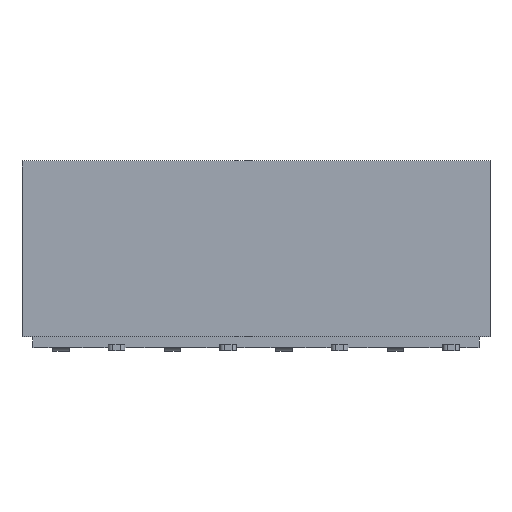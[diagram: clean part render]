
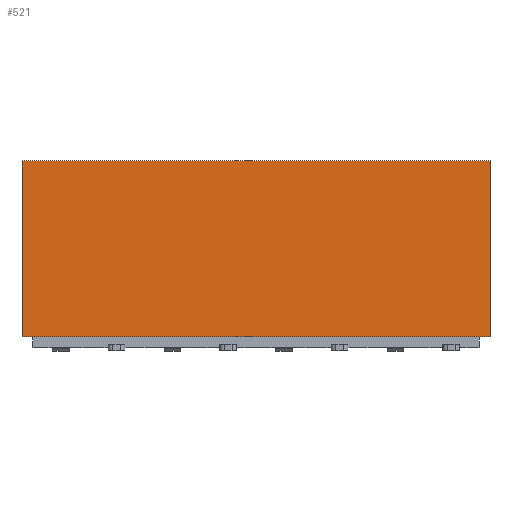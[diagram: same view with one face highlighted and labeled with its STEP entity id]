
A CAD part, top view. The second image highlights one B-rep face of the part: STEP entity #521.
In plain terms, the highlighted planar face has unit normal (0, 0, 1).
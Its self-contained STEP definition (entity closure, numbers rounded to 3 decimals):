
#470=CARTESIAN_POINT('',(41.14,4.5,0.));
#471=DIRECTION('',(1.,0.,0.));
#472=DIRECTION('',(0.,0.,1.));
#473=AXIS2_PLACEMENT_3D('',#470,#472,#471);
#474=PLANE('',#473);
#475=CARTESIAN_POINT('',(30.48,8.5,0.));
#476=VERTEX_POINT('',#475);
#477=CARTESIAN_POINT('',(30.48,0.5,0.));
#478=VERTEX_POINT('',#477);
#479=CARTESIAN_POINT('',(30.48,8.5,0.));
#480=CARTESIAN_POINT('',(30.48,6.9,0.));
#481=CARTESIAN_POINT('',(30.48,5.3,0.));
#482=CARTESIAN_POINT('',(30.48,3.7,0.));
#483=CARTESIAN_POINT('',(30.48,2.1,0.));
#484=CARTESIAN_POINT('',(30.48,0.5,0.));
#485=B_SPLINE_CURVE_WITH_KNOTS('',5,(#479,#480,#481,#482,#483,#484),.UNSPECIFIED.,.F.,.U.,(6,6),(0.,8.),.UNSPECIFIED.);
#486=EDGE_CURVE('',#476,#478,#485,.T.);
#487=ORIENTED_EDGE('',*,*,#486,.T.);
#488=CARTESIAN_POINT('',(51.8,0.5,0.));
#489=VERTEX_POINT('',#488);
#490=CARTESIAN_POINT('',(30.48,0.5,0.));
#491=CARTESIAN_POINT('',(34.744,0.5,0.));
#492=CARTESIAN_POINT('',(39.008,0.5,0.));
#493=CARTESIAN_POINT('',(43.272,0.5,0.));
#494=CARTESIAN_POINT('',(47.536,0.5,0.));
#495=CARTESIAN_POINT('',(51.8,0.5,0.));
#496=B_SPLINE_CURVE_WITH_KNOTS('',5,(#490,#491,#492,#493,#494,#495),.UNSPECIFIED.,.F.,.U.,(6,6),(0.,21.32),.UNSPECIFIED.);
#497=EDGE_CURVE('',#478,#489,#496,.T.);
#498=ORIENTED_EDGE('',*,*,#497,.T.);
#499=CARTESIAN_POINT('',(51.8,8.5,0.));
#500=VERTEX_POINT('',#499);
#501=CARTESIAN_POINT('',(51.8,8.5,0.));
#502=CARTESIAN_POINT('',(51.8,6.9,0.));
#503=CARTESIAN_POINT('',(51.8,5.3,0.));
#504=CARTESIAN_POINT('',(51.8,3.7,0.));
#505=CARTESIAN_POINT('',(51.8,2.1,0.));
#506=CARTESIAN_POINT('',(51.8,0.5,0.));
#507=B_SPLINE_CURVE_WITH_KNOTS('',5,(#501,#502,#503,#504,#505,#506),.UNSPECIFIED.,.F.,.U.,(6,6),(0.,8.),.UNSPECIFIED.);
#508=EDGE_CURVE('',#500,#489,#507,.T.);
#509=ORIENTED_EDGE('',*,*,#508,.F.);
#510=CARTESIAN_POINT('',(30.48,8.5,0.));
#511=CARTESIAN_POINT('',(34.744,8.5,0.));
#512=CARTESIAN_POINT('',(39.008,8.5,0.));
#513=CARTESIAN_POINT('',(43.272,8.5,0.));
#514=CARTESIAN_POINT('',(47.536,8.5,0.));
#515=CARTESIAN_POINT('',(51.8,8.5,0.));
#516=B_SPLINE_CURVE_WITH_KNOTS('',5,(#510,#511,#512,#513,#514,#515),.UNSPECIFIED.,.F.,.U.,(6,6),(0.,21.32),.UNSPECIFIED.);
#517=EDGE_CURVE('',#476,#500,#516,.T.);
#518=ORIENTED_EDGE('',*,*,#517,.F.);
#519=EDGE_LOOP('',(#487,#498,#509,#518));
#520=FACE_OUTER_BOUND('',#519,.T.);
#521=ADVANCED_FACE('',(#520),#474,.T.);
